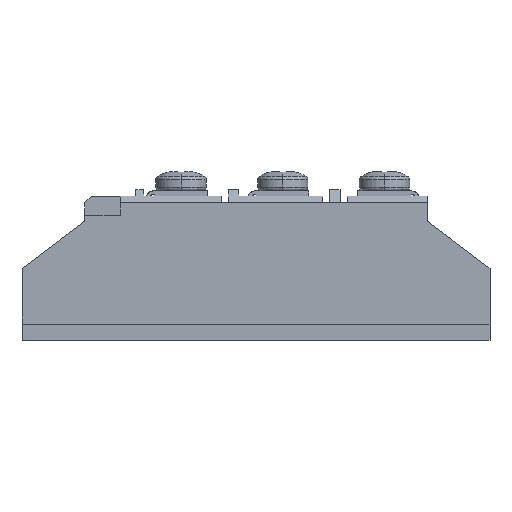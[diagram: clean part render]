
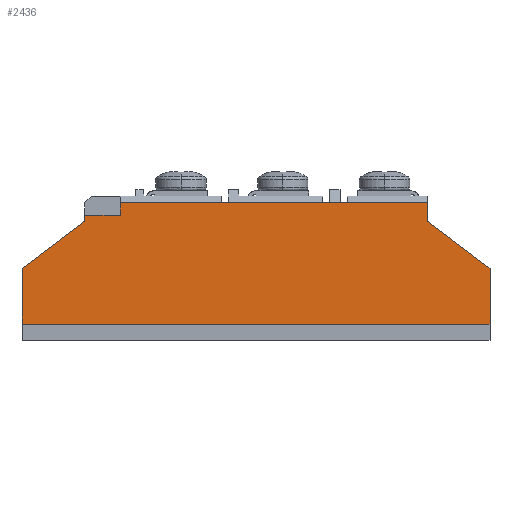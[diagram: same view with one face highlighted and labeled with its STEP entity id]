
A CAD part, top view. The second image highlights one B-rep face of the part: STEP entity #2436.
In plain terms, the highlighted planar face has unit normal (0, 0, -1).
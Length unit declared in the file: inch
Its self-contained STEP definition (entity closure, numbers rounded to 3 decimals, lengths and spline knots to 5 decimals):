
#310 = DIRECTION ( 'NONE',  ( 0., -1., 0. ) ) ;
#311 = CARTESIAN_POINT ( 'NONE',  ( 1.30497, 0.49386, 0.26643 ) ) ;
#2299 = EDGE_CURVE ( 'NONE', #15285, #15283, #7535, .T. ) ;
#2393 = EDGE_CURVE ( 'NONE', #15291, #15288, #32578, .T. ) ;
#2436 = ADVANCED_FACE ( 'NONE', ( #7672 ), #25741, .T. ) ;
#2443 = EDGE_CURVE ( 'NONE', #15283, #15280, #32551, .T. ) ;
#2444 = EDGE_CURVE ( 'NONE', #15286, #15285, #7679, .T. ) ;
#2912 = EDGE_CURVE ( 'NONE', #15289, #15291, #8123, .T. ) ;
#3201 = EDGE_CURVE ( 'NONE', #15292, #15289, #24912, .T. ) ;
#3352 = EDGE_CURVE ( 'NONE', #15288, #15286, #25089, .T. ) ;
#4446 = CARTESIAN_POINT ( 'NONE',  ( -1.07003, 0.86386, 0.26643 ) ) ;
#4447 = CARTESIAN_POINT ( 'NONE',  ( -1.34503, 0.81934, 0.26643 ) ) ;
#4449 = CARTESIAN_POINT ( 'NONE',  ( -1.34503, 0.86386, 0.26643 ) ) ;
#4450 = CARTESIAN_POINT ( 'NONE',  ( -1.83003, 0.45386, 0.26643 ) ) ;
#4452 = CARTESIAN_POINT ( 'NONE',  ( -1.83003, 0.02386, 0.26643 ) ) ;
#4453 = CARTESIAN_POINT ( 'NONE',  ( 1.78997, 0.02386, 0.26643 ) ) ;
#4455 = CARTESIAN_POINT ( 'NONE',  ( 1.78997, 0.45386, 0.26643 ) ) ;
#4456 = CARTESIAN_POINT ( 'NONE',  ( 1.30497, 0.96386, 0.26643 ) ) ;
#4458 = CARTESIAN_POINT ( 'NONE',  ( 1.30497, 0.81934, 0.26643 ) ) ;
#4459 = CARTESIAN_POINT ( 'NONE',  ( -1.07003, 0.96386, 0.26643 ) ) ;
#7535 = LINE ( 'NONE', #31596, #31061 ) ;
#7672 = FACE_OUTER_BOUND ( 'NONE', #19153, .T. ) ;
#7679 = LINE ( 'NONE', #25721, #31029 ) ;
#8123 = LINE ( 'NONE', #311, #24108 ) ;
#10899 = DIRECTION ( 'NONE',  ( 0., -1., 0. ) ) ;
#10900 = CARTESIAN_POINT ( 'NONE',  ( 1.78997, 0.49386, 0.26643 ) ) ;
#11313 = DIRECTION ( 'NONE',  ( 0., 1., 0. ) ) ;
#11319 = CARTESIAN_POINT ( 'NONE',  ( -1.07003, 0.49386, 0.26643 ) ) ;
#11342 = DIRECTION ( 'NONE',  ( 1., 0., 0. ) ) ;
#11350 = CARTESIAN_POINT ( 'NONE',  ( -0.02003, 0.86386, 0.26643 ) ) ;
#11354 = DIRECTION ( 'NONE',  ( 0., 1., 0. ) ) ;
#11358 = CARTESIAN_POINT ( 'NONE',  ( -1.34503, 0.49386, 0.26643 ) ) ;
#12638 = ORIENTED_EDGE ( 'NONE', *, *, #13845, .T. ) ;
#12640 = ORIENTED_EDGE ( 'NONE', *, *, #13844, .T. ) ;
#12642 = ORIENTED_EDGE ( 'NONE', *, *, #3201, .T. ) ;
#12643 = ORIENTED_EDGE ( 'NONE', *, *, #2393, .T. ) ;
#12644 = ORIENTED_EDGE ( 'NONE', *, *, #2912, .T. ) ;
#12645 = ORIENTED_EDGE ( 'NONE', *, *, #3352, .T. ) ;
#12646 = ORIENTED_EDGE ( 'NONE', *, *, #2299, .T. ) ;
#12647 = ORIENTED_EDGE ( 'NONE', *, *, #2444, .T. ) ;
#12649 = ORIENTED_EDGE ( 'NONE', *, *, #2443, .T. ) ;
#12650 = ORIENTED_EDGE ( 'NONE', *, *, #13843, .T. ) ;
#13843 = EDGE_CURVE ( 'NONE', #15280, #15282, #19888, .T. ) ;
#13844 = EDGE_CURVE ( 'NONE', #15282, #15279, #19890, .T. ) ;
#13845 = EDGE_CURVE ( 'NONE', #15279, #15292, #19891, .T. ) ;
#15279 = VERTEX_POINT ( 'NONE', #4446 ) ;
#15280 = VERTEX_POINT ( 'NONE', #4447 ) ;
#15282 = VERTEX_POINT ( 'NONE', #4449 ) ;
#15283 = VERTEX_POINT ( 'NONE', #4450 ) ;
#15285 = VERTEX_POINT ( 'NONE', #4452 ) ;
#15286 = VERTEX_POINT ( 'NONE', #4453 ) ;
#15288 = VERTEX_POINT ( 'NONE', #4455 ) ;
#15289 = VERTEX_POINT ( 'NONE', #4456 ) ;
#15291 = VERTEX_POINT ( 'NONE', #4458 ) ;
#15292 = VERTEX_POINT ( 'NONE', #4459 ) ;
#16312 = VECTOR ( 'NONE', #27856, 39.37008 ) ;
#16384 = VECTOR ( 'NONE', #11354, 39.37008 ) ;
#16385 = VECTOR ( 'NONE', #11342, 39.37008 ) ;
#16386 = VECTOR ( 'NONE', #11313, 39.37008 ) ;
#19153 = EDGE_LOOP ( 'NONE', ( #12642, #12644, #12643, #12645, #12647, #12646, #12649, #12650, #12640, #12638 ) ) ;
#19888 = LINE ( 'NONE', #11358, #16384 ) ;
#19890 = LINE ( 'NONE', #11350, #16385 ) ;
#19891 = LINE ( 'NONE', #11319, #16386 ) ;
#24108 = VECTOR ( 'NONE', #310, 39.37008 ) ;
#24536 = VECTOR ( 'NONE', #10899, 39.37008 ) ;
#24912 = LINE ( 'NONE', #27853, #16312 ) ;
#25089 = LINE ( 'NONE', #10900, #24536 ) ;
#25720 = DIRECTION ( 'NONE',  ( -1., 0., 0. ) ) ;
#25721 = CARTESIAN_POINT ( 'NONE',  ( -0.02003, 0.02386, 0.26643 ) ) ;
#25722 = CARTESIAN_POINT ( 'NONE',  ( -1.34503, 0.81934, 0.26643 ) ) ;
#25723 = CARTESIAN_POINT ( 'NONE',  ( -1.50669, 0.69751, 0.26643 ) ) ;
#25724 = CARTESIAN_POINT ( 'NONE',  ( -1.66836, 0.57569, 0.26643 ) ) ;
#25725 = CARTESIAN_POINT ( 'NONE',  ( -1.83003, 0.45386, 0.26643 ) ) ;
#25738 = DIRECTION ( 'NONE',  ( -1., 0., 0. ) ) ;
#25739 = DIRECTION ( 'NONE',  ( 0., 0., -1. ) ) ;
#25740 = CARTESIAN_POINT ( 'NONE',  ( 1.78997, 0.02386, 0.26643 ) ) ;
#25741 = PLANE ( 'NONE',  #31102 ) ;
#25878 = CARTESIAN_POINT ( 'NONE',  ( 1.78997, 0.45386, 0.26643 ) ) ;
#25879 = CARTESIAN_POINT ( 'NONE',  ( 1.62831, 0.57569, 0.26643 ) ) ;
#25880 = CARTESIAN_POINT ( 'NONE',  ( 1.46664, 0.69751, 0.26643 ) ) ;
#25881 = CARTESIAN_POINT ( 'NONE',  ( 1.30497, 0.81934, 0.26643 ) ) ;
#27853 = CARTESIAN_POINT ( 'NONE',  ( -0.02003, 0.96386, 0.26643 ) ) ;
#27856 = DIRECTION ( 'NONE',  ( 1., 0., 0. ) ) ;
#31029 = VECTOR ( 'NONE', #25720, 39.37008 ) ;
#31061 = VECTOR ( 'NONE', #31595, 39.37008 ) ;
#31102 = AXIS2_PLACEMENT_3D ( 'NONE', #25740, #25739, #25738 ) ;
#31595 = DIRECTION ( 'NONE',  ( 0., 1., 0. ) ) ;
#31596 = CARTESIAN_POINT ( 'NONE',  ( -1.83003, 0.49386, 0.26643 ) ) ;
#32551 = B_SPLINE_CURVE_WITH_KNOTS ( 'NONE', 3,
 ( #25725, #25724, #25723, #25722 ),
 .UNSPECIFIED., .F., .F.,
 ( 4, 4 ),
 ( 0., 1. ),
 .UNSPECIFIED. ) ;
#32578 = B_SPLINE_CURVE_WITH_KNOTS ( 'NONE', 3,
 ( #25881, #25880, #25879, #25878 ),
 .UNSPECIFIED., .F., .F.,
 ( 4, 4 ),
 ( 0., 1. ),
 .UNSPECIFIED. ) ;
